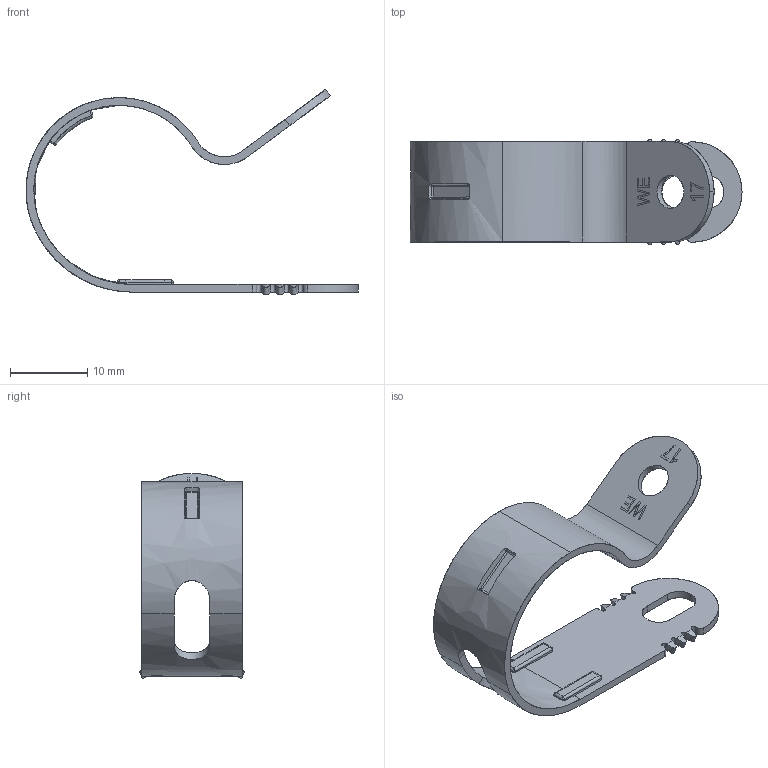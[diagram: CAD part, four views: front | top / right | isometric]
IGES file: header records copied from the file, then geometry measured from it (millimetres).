
Start section: C
Global section: file name: 7425117.igs; native system: By Siemens PLM Incorporated; preprocessor: XPlus GENERIC/IGES 20.0.26; author: Author; organization: Title; date: 20181219.135530; units: millimetre
Bounding box: 42.92 x 13.55 x 26.49 mm (x, y, z)
Surface area: 2677.7 mm2 (no closed solid volume)
Topology: 0 solids, 0 shells, 233 faces, 1400 edges, 1384 vertices
Faces by surface type: bspline 233
